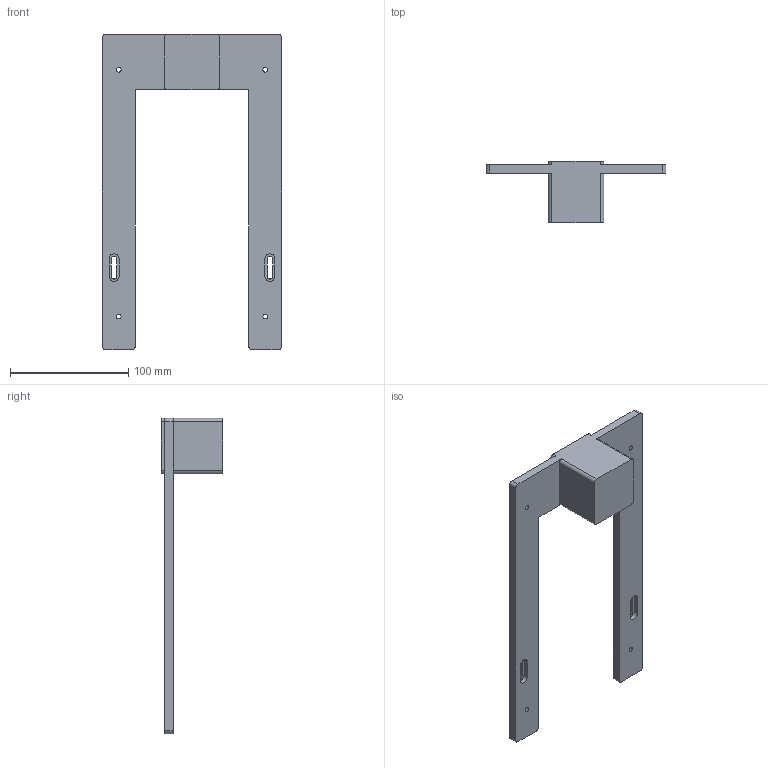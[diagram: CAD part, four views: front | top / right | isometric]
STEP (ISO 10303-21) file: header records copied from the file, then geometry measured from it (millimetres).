
FILE_DESCRIPTION(/* description */ (''),/* implementation_level */ '2;1');
FILE_NAME(/* name */ 'Hộp đựng động cơ.stp',/* time_stamp */ '2022-11-29T10:25:30+07:00',/* author */ ('ADMIN'),/* organization */ (''),/* preprocessor_version */ 'ST-DEVELOPER v18',/* originating_system */ 'Autodesk Inventor 2020',/* authorisation */ '');
FILE_SCHEMA (('AUTOMOTIVE_DESIGN { 1 0 10303 214 3 1 1 }'));
Length unit declared in the file: millimetre
Products named in the file (1): Hộp đựng động cơ
Bounding box: 152 x 52 x 267 mm (x, y, z)
Volume: 137118.1 mm3; surface area: 62586.8 mm2
Topology: 1 solids, 1 shells, 70 faces, 194 edges, 132 vertices
Faces by surface type: plane 40, cylinder 30
Full cylindrical faces by diameter (mm): 4 x4, 6.5 x4
Entity records: 2335 total; most frequent: DIRECTION 404, CARTESIAN_POINT 397, ORIENTED_EDGE 388, EDGE_CURVE 194, AXIS2_PLACEMENT_3D 139, VERTEX_POINT 132, LINE 126, VECTOR 126
